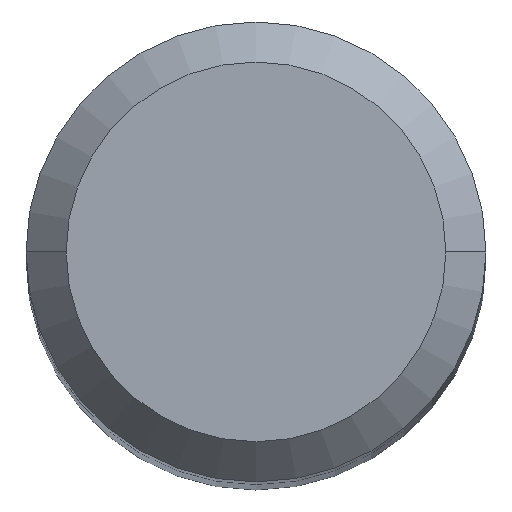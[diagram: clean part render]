
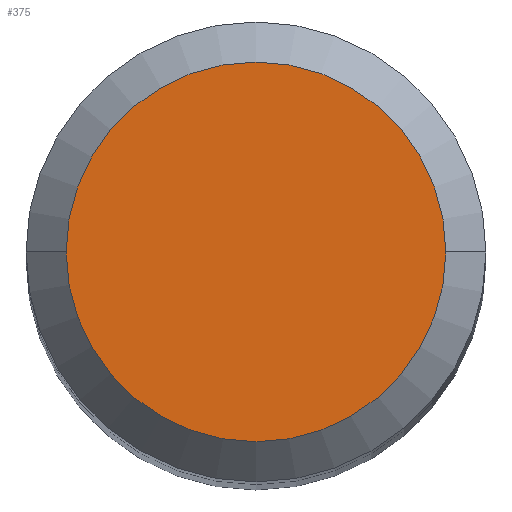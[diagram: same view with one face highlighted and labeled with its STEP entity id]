
A CAD part, top view. The second image highlights one B-rep face of the part: STEP entity #375.
In plain terms, the highlighted planar face has unit normal (0, 0, 1).
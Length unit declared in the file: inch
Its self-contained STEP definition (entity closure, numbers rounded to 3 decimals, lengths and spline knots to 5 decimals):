
#2 = VERTEX_POINT ( 'NONE', #239 ) ;
#39 = CARTESIAN_POINT ( 'NONE',  ( -0.1419, 0., 0. ) ) ;
#51 = AXIS2_PLACEMENT_3D ( 'NONE', #73, #326, #335 ) ;
#64 = ORIENTED_EDGE ( 'NONE', *, *, #339, .T. ) ;
#65 = PLANE ( 'NONE',  #51 ) ;
#73 = CARTESIAN_POINT ( 'NONE',  ( 0., 0., 0. ) ) ;
#132 = DIRECTION ( 'NONE',  ( 0., 0., 1. ) ) ;
#153 = AXIS2_PLACEMENT_3D ( 'NONE', #397, #132, #367 ) ;
#171 = DIRECTION ( 'NONE',  ( 1., 0., 0. ) ) ;
#200 = CARTESIAN_POINT ( 'NONE',  ( 0., 0., 0. ) ) ;
#203 = AXIS2_PLACEMENT_3D ( 'NONE', #200, #360, #171 ) ;
#225 = ORIENTED_EDGE ( 'NONE', *, *, #275, .T. ) ;
#239 = CARTESIAN_POINT ( 'NONE',  ( 0.1419, 0., 0. ) ) ;
#263 = VERTEX_POINT ( 'NONE', #39 ) ;
#275 = EDGE_CURVE ( 'NONE', #263, #2, #410, .T. ) ;
#326 = DIRECTION ( 'NONE',  ( 0., 0., -1. ) ) ;
#335 = DIRECTION ( 'NONE',  ( -1., 0., 0. ) ) ;
#339 = EDGE_CURVE ( 'NONE', #2, #263, #340, .T. ) ;
#340 = CIRCLE ( 'NONE', #153, 0.1419 ) ;
#360 = DIRECTION ( 'NONE',  ( 0., 0., 1. ) ) ;
#361 = EDGE_LOOP ( 'NONE', ( #225, #64 ) ) ;
#367 = DIRECTION ( 'NONE',  ( 1., 0., 0. ) ) ;
#375 = ADVANCED_FACE ( 'NONE', ( #389 ), #65, .F. ) ;
#389 = FACE_OUTER_BOUND ( 'NONE', #361, .T. ) ;
#397 = CARTESIAN_POINT ( 'NONE',  ( 0., 0., 0. ) ) ;
#410 = CIRCLE ( 'NONE', #203, 0.1419 ) ;
